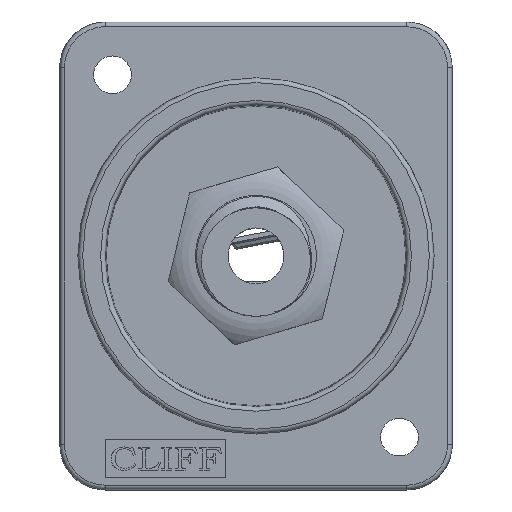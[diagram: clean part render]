
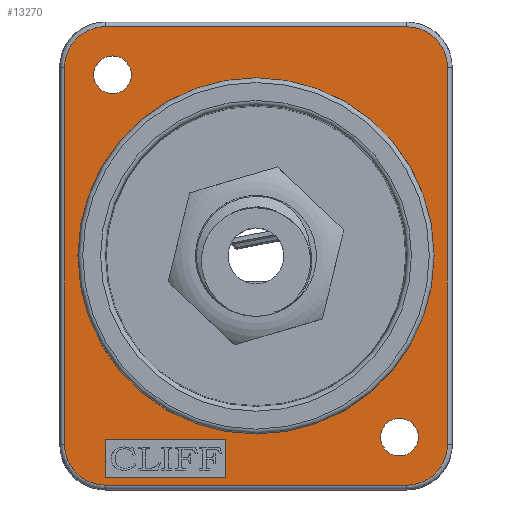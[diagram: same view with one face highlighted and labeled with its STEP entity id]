
A CAD part, top view. The second image highlights one B-rep face of the part: STEP entity #13270.
In plain terms, the highlighted planar face has unit normal (0, 0, 1).
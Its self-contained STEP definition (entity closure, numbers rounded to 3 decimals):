
#91=FACE_BOUND('',#2045,.T.);
#92=FACE_BOUND('',#2046,.T.);
#93=FACE_BOUND('',#2047,.T.);
#94=FACE_BOUND('',#2048,.T.);
#631=PLANE('',#14085);
#674=ELLIPSE('',#14062,2.7,2.7);
#677=ELLIPSE('',#14069,2.7,2.7);
#679=ELLIPSE('',#14074,2.7,2.7);
#681=ELLIPSE('',#14079,2.7,2.7);
#1336=FACE_OUTER_BOUND('',#2044,.T.);
#2044=EDGE_LOOP('',(#11822,#11823,#11824,#11825,#11826,#11827,#11828,#11829));
#2045=EDGE_LOOP('',(#11830));
#2046=EDGE_LOOP('',(#11831,#11832,#11833,#11834));
#2047=EDGE_LOOP('',(#11835));
#2048=EDGE_LOOP('',(#11836));
#2245=CIRCLE('',#13978,11.8);
#2254=CIRCLE('',#14086,1.25);
#2255=CIRCLE('',#14087,1.25);
#3812=LINE('',#26725,#5135);
#3816=LINE('',#26733,#5139);
#3819=LINE('',#26739,#5142);
#3822=LINE('',#26744,#5145);
#3825=LINE('',#26785,#5148);
#3827=LINE('',#26821,#5150);
#3829=LINE('',#26857,#5152);
#3831=LINE('',#26890,#5154);
#5135=VECTOR('',#16903,10.);
#5139=VECTOR('',#16909,10.);
#5142=VECTOR('',#16914,10.);
#5145=VECTOR('',#16919,10.);
#5148=VECTOR('',#16936,10.);
#5150=VECTOR('',#16948,10.);
#5152=VECTOR('',#16960,10.);
#5154=VECTOR('',#16970,10.);
#6114=VERTEX_POINT('',#25572);
#6327=VERTEX_POINT('',#26723);
#6328=VERTEX_POINT('',#26724);
#6331=VERTEX_POINT('',#26732);
#6333=VERTEX_POINT('',#26738);
#6336=VERTEX_POINT('',#26773);
#6337=VERTEX_POINT('',#26775);
#6339=VERTEX_POINT('',#26781);
#6341=VERTEX_POINT('',#26811);
#6343=VERTEX_POINT('',#26817);
#6345=VERTEX_POINT('',#26847);
#6347=VERTEX_POINT('',#26853);
#6349=VERTEX_POINT('',#26883);
#6351=VERTEX_POINT('',#26901);
#6352=VERTEX_POINT('',#26903);
#7821=EDGE_CURVE('',#6114,#6114,#2245,.T.);
#8141=EDGE_CURVE('',#6327,#6328,#3812,.T.);
#8145=EDGE_CURVE('',#6331,#6327,#3816,.T.);
#8148=EDGE_CURVE('',#6333,#6331,#3819,.T.);
#8151=EDGE_CURVE('',#6328,#6333,#3822,.T.);
#8154=EDGE_CURVE('',#6336,#6337,#674,.T.);
#8159=EDGE_CURVE('',#6337,#6339,#3825,.T.);
#8162=EDGE_CURVE('',#6339,#6341,#677,.T.);
#8165=EDGE_CURVE('',#6341,#6343,#3827,.T.);
#8168=EDGE_CURVE('',#6343,#6345,#679,.T.);
#8171=EDGE_CURVE('',#6345,#6347,#3829,.T.);
#8174=EDGE_CURVE('',#6347,#6349,#681,.T.);
#8176=EDGE_CURVE('',#6349,#6336,#3831,.T.);
#8182=EDGE_CURVE('',#6351,#6351,#2254,.T.);
#8183=EDGE_CURVE('',#6352,#6352,#2255,.T.);
#11822=ORIENTED_EDGE('',*,*,#8154,.F.);
#11823=ORIENTED_EDGE('',*,*,#8176,.F.);
#11824=ORIENTED_EDGE('',*,*,#8174,.F.);
#11825=ORIENTED_EDGE('',*,*,#8171,.F.);
#11826=ORIENTED_EDGE('',*,*,#8168,.F.);
#11827=ORIENTED_EDGE('',*,*,#8165,.F.);
#11828=ORIENTED_EDGE('',*,*,#8162,.F.);
#11829=ORIENTED_EDGE('',*,*,#8159,.F.);
#11830=ORIENTED_EDGE('',*,*,#7821,.T.);
#11831=ORIENTED_EDGE('',*,*,#8141,.T.);
#11832=ORIENTED_EDGE('',*,*,#8151,.T.);
#11833=ORIENTED_EDGE('',*,*,#8148,.T.);
#11834=ORIENTED_EDGE('',*,*,#8145,.T.);
#11835=ORIENTED_EDGE('',*,*,#8182,.T.);
#11836=ORIENTED_EDGE('',*,*,#8183,.T.);
#13270=ADVANCED_FACE('',(#1336,#91,#92,#93,#94),#631,.T.);
#13978=AXIS2_PLACEMENT_3D('',#25573,#16494,#16495);
#14062=AXIS2_PLACEMENT_3D('',#26776,#16925,#16926);
#14069=AXIS2_PLACEMENT_3D('',#26815,#16941,#16942);
#14074=AXIS2_PLACEMENT_3D('',#26851,#16953,#16954);
#14079=AXIS2_PLACEMENT_3D('',#26887,#16965,#16966);
#14085=AXIS2_PLACEMENT_3D('',#26900,#16984,#16985);
#14086=AXIS2_PLACEMENT_3D('',#26902,#16986,#16987);
#14087=AXIS2_PLACEMENT_3D('',#26904,#16988,#16989);
#16494=DIRECTION('center_axis',(0.,0.,-1.));
#16495=DIRECTION('ref_axis',(-1.,0.,0.));
#16903=DIRECTION('',(0.,1.,0.));
#16909=DIRECTION('',(-1.,0.,0.));
#16914=DIRECTION('',(0.,-1.,0.));
#16919=DIRECTION('',(1.,0.,0.));
#16925=DIRECTION('center_axis',(0.,0.,-1.));
#16926=DIRECTION('ref_axis',(-0.707,0.707,0.));
#16936=DIRECTION('',(1.,0.,0.));
#16941=DIRECTION('center_axis',(0.,0.,-1.));
#16942=DIRECTION('ref_axis',(0.707,0.707,0.));
#16948=DIRECTION('',(0.,-1.,0.));
#16953=DIRECTION('center_axis',(0.,0.,-1.));
#16954=DIRECTION('ref_axis',(0.707,-0.707,0.));
#16960=DIRECTION('',(-1.,0.,0.));
#16965=DIRECTION('center_axis',(0.,0.,-1.));
#16966=DIRECTION('ref_axis',(-0.707,-0.707,0.));
#16970=DIRECTION('',(0.,1.,0.));
#16984=DIRECTION('center_axis',(0.,0.,1.));
#16985=DIRECTION('ref_axis',(1.,0.,0.));
#16986=DIRECTION('center_axis',(0.,0.,-1.));
#16987=DIRECTION('ref_axis',(-1.,0.,0.));
#16988=DIRECTION('center_axis',(0.,0.,-1.));
#16989=DIRECTION('ref_axis',(-1.,0.,0.));
#25572=CARTESIAN_POINT('',(11.8,0.,2.3));
#25573=CARTESIAN_POINT('Origin',(0.,0.,2.3));
#26723=CARTESIAN_POINT('',(-10.,-14.683,2.3));
#26724=CARTESIAN_POINT('',(-10.,-12.183,2.3));
#26725=CARTESIAN_POINT('',(-10.,-7.341,2.3));
#26732=CARTESIAN_POINT('',(-2.,-14.683,2.3));
#26733=CARTESIAN_POINT('',(-1.,-14.683,2.3));
#26738=CARTESIAN_POINT('',(-2.,-12.183,2.3));
#26739=CARTESIAN_POINT('',(-2.,-6.091,2.3));
#26744=CARTESIAN_POINT('',(-5.,-12.183,2.3));
#26773=CARTESIAN_POINT('',(-12.683,12.483,2.3));
#26775=CARTESIAN_POINT('',(-9.983,15.183,2.3));
#26776=CARTESIAN_POINT('Origin',(-9.982,12.482,2.3));
#26781=CARTESIAN_POINT('',(9.983,15.183,2.3));
#26785=CARTESIAN_POINT('',(-6.5,15.183,2.3));
#26811=CARTESIAN_POINT('',(12.683,12.483,2.3));
#26815=CARTESIAN_POINT('Origin',(9.982,12.482,2.3));
#26817=CARTESIAN_POINT('',(12.683,-12.483,2.3));
#26821=CARTESIAN_POINT('',(12.683,7.75,2.3));
#26847=CARTESIAN_POINT('',(9.983,-15.183,2.3));
#26851=CARTESIAN_POINT('Origin',(9.982,-12.482,2.3));
#26853=CARTESIAN_POINT('',(-9.983,-15.183,2.3));
#26857=CARTESIAN_POINT('',(6.5,-15.183,2.3));
#26883=CARTESIAN_POINT('',(-12.683,-12.483,2.3));
#26887=CARTESIAN_POINT('Origin',(-9.982,-12.482,2.3));
#26890=CARTESIAN_POINT('',(-12.683,-7.75,2.3));
#26900=CARTESIAN_POINT('Origin',(0.,0.,
2.3));
#26901=CARTESIAN_POINT('',(10.75,-12.,2.3));
#26902=CARTESIAN_POINT('Origin',(9.5,-12.,2.3));
#26903=CARTESIAN_POINT('',(-8.25,12.,2.3));
#26904=CARTESIAN_POINT('Origin',(-9.5,12.,2.3));
